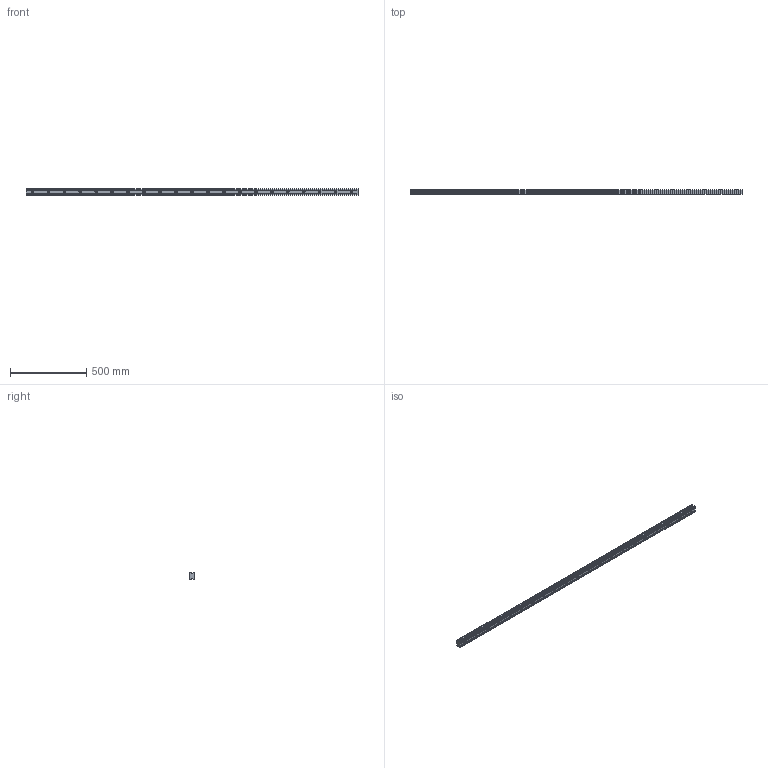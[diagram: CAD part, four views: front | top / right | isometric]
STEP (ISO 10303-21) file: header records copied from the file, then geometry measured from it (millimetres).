
FILE_DESCRIPTION (( 'STEP AP214' ), '1' );
FILE_NAME ('SHS45C1SS-2180L_G40_0_B-PT18_1020_0_0_0_1.STEP', '2021-06-24T08:23:25', ( '' ), ( '' ), 'SwSTEP 2.0', 'SolidWorks 2021', '' );
FILE_SCHEMA (( 'AUTOMOTIVE_DESIGN' ));
Length unit declared in the file: millimetre
Products named in the file (2): SHS45C1SS-2180L_G40_0_B-PT18_1020_0_0_0_1; _SHS45C218040 Track
Assembly tree (1 placements, depth 2):
  SHS45C1SS-2180L_G40_0_B-PT18_1020_0_0_0_1
    _SHS45C218040 Track
Bounding box: 2180 x 32 x 45 mm (x, y, z)
Volume: 2720692.9 mm3; surface area: 371707.8 mm2
Topology: 1 solids, 1 shells, 170 faces, 420 edges, 252 vertices
Faces by surface type: cylinder 104, plane 66
Entity records: 5170 total; most frequent: DIRECTION 976, CARTESIAN_POINT 846, ORIENTED_EDGE 840, EDGE_CURVE 420, AXIS2_PLACEMENT_3D 382, VERTEX_POINT 252, LINE 212, EDGE_LOOP 212
